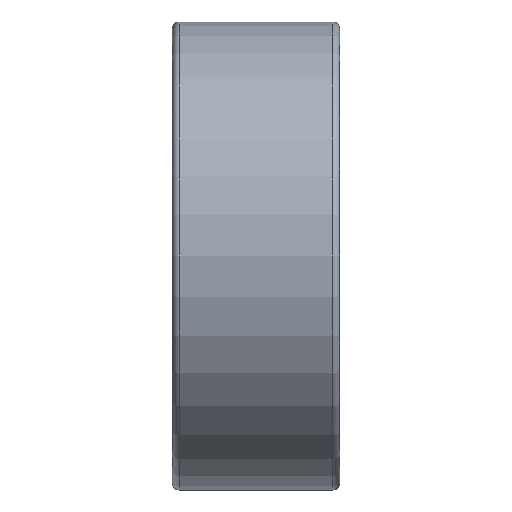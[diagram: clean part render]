
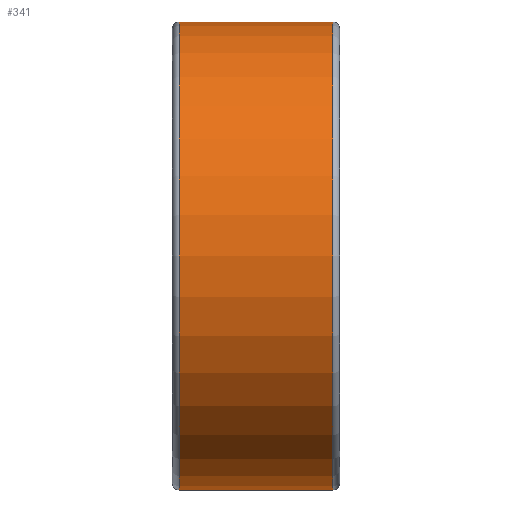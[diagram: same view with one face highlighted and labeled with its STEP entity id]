
A CAD part, front view. The second image highlights one B-rep face of the part: STEP entity #341.
In plain terms, the highlighted cylindrical face has radius 7 mm (diameter 14 mm), a partial arc.
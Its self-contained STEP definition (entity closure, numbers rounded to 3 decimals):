
#59 = AXIS2_PLACEMENT_3D ( 'NONE', #1446, #1615, #1644 ) ;
#81 = CARTESIAN_POINT ( 'NONE',  ( 50., 0., 7. ) ) ;
#95 = CARTESIAN_POINT ( 'NONE',  ( 4.8, 0., 7. ) ) ;
#236 = ORIENTED_EDGE ( 'NONE', *, *, #1225, .F. ) ;
#246 = CYLINDRICAL_SURFACE ( 'NONE', #2297, 7. ) ;
#262 = VERTEX_POINT ( 'NONE', #2023 ) ;
#269 = DIRECTION ( 'NONE',  ( -1., 0., 0. ) ) ;
#275 = CIRCLE ( 'NONE', #1241, 7. ) ;
#341 = ADVANCED_FACE ( 'NONE', ( #787 ), #246, .T. ) ;
#383 = VERTEX_POINT ( 'NONE', #95 ) ;
#572 = EDGE_CURVE ( 'NONE', #1402, #383, #2180, .T. ) ;
#634 = CARTESIAN_POINT ( 'NONE',  ( 0.2, 0., 0. ) ) ;
#644 = ORIENTED_EDGE ( 'NONE', *, *, #1304, .F. ) ;
#787 = FACE_OUTER_BOUND ( 'NONE', #928, .T. ) ;
#825 = DIRECTION ( 'NONE',  ( -1., 0., 0. ) ) ;
#928 = EDGE_LOOP ( 'NONE', ( #236, #2308, #1088, #644 ) ) ;
#974 = DIRECTION ( 'NONE',  ( 0., 0., 1. ) ) ;
#1072 = VECTOR ( 'NONE', #2127, 1000. ) ;
#1088 = ORIENTED_EDGE ( 'NONE', *, *, #1841, .T. ) ;
#1225 = EDGE_CURVE ( 'NONE', #1402, #1728, #1723, .T. ) ;
#1241 = AXIS2_PLACEMENT_3D ( 'NONE', #634, #825, #1770 ) ;
#1304 = EDGE_CURVE ( 'NONE', #1728, #262, #275, .T. ) ;
#1382 = DIRECTION ( 'NONE',  ( -1., 0., 0. ) ) ;
#1402 = VERTEX_POINT ( 'NONE', #2355 ) ;
#1446 = CARTESIAN_POINT ( 'NONE',  ( 4.8, 0., 0. ) ) ;
#1544 = CARTESIAN_POINT ( 'NONE',  ( 0.2, 0., -7. ) ) ;
#1615 = DIRECTION ( 'NONE',  ( -1., 0., 0. ) ) ;
#1644 = DIRECTION ( 'NONE',  ( 0., 0., 1. ) ) ;
#1723 = LINE ( 'NONE', #2318, #1072 ) ;
#1728 = VERTEX_POINT ( 'NONE', #1544 ) ;
#1770 = DIRECTION ( 'NONE',  ( 0., 0., 1. ) ) ;
#1841 = EDGE_CURVE ( 'NONE', #383, #262, #1921, .T. ) ;
#1921 = LINE ( 'NONE', #81, #2018 ) ;
#2018 = VECTOR ( 'NONE', #1382, 1000. ) ;
#2023 = CARTESIAN_POINT ( 'NONE',  ( 0.2, 0., 7. ) ) ;
#2126 = CARTESIAN_POINT ( 'NONE',  ( 50., 0., 0. ) ) ;
#2127 = DIRECTION ( 'NONE',  ( -1., 0., 0. ) ) ;
#2180 = CIRCLE ( 'NONE', #59, 7. ) ;
#2297 = AXIS2_PLACEMENT_3D ( 'NONE', #2126, #269, #974 ) ;
#2308 = ORIENTED_EDGE ( 'NONE', *, *, #572, .T. ) ;
#2318 = CARTESIAN_POINT ( 'NONE',  ( 50., 0., -7. ) ) ;
#2355 = CARTESIAN_POINT ( 'NONE',  ( 4.8, 0., -7. ) ) ;
